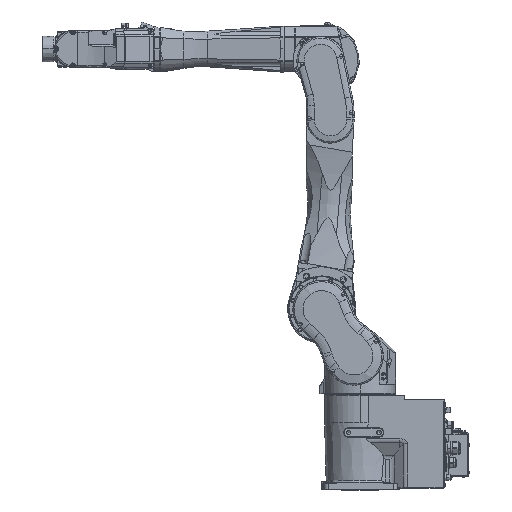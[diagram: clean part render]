
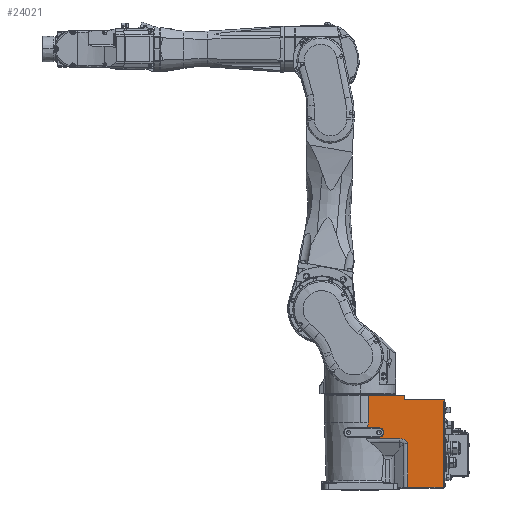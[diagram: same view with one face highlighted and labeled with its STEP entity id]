
A CAD part, top view. The second image highlights one B-rep face of the part: STEP entity #24021.
In plain terms, the highlighted planar face has unit normal (0, 0, 1).
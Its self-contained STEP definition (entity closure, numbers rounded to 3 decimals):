
#999=DIRECTION('',(0.,1.,0.));
#1000=VECTOR('',#999,2.732);
#1001=CARTESIAN_POINT('',(217.,227.768,90.));
#1002=LINE('',#1001,#1000);
#1003=DIRECTION('',(0.,1.,0.));
#1004=VECTOR('',#1003,218.154);
#1005=CARTESIAN_POINT('',(217.,9.614,90.));
#1006=LINE('',#1005,#1004);
#1007=DIRECTION('',(0.,1.,0.));
#1008=VECTOR('',#1007,2.257);
#1009=CARTESIAN_POINT('',(217.,7.357,90.));
#1010=LINE('',#1009,#1008);
#1011=CARTESIAN_POINT('',(104.2,108.85,90.));
#1012=DIRECTION('',(0.,0.,-1.));
#1013=DIRECTION('',(0.,1.,0.));
#1014=AXIS2_PLACEMENT_3D('',#1011,#1012,#1013);
#1016=CARTESIAN_POINT('',(16.647,137.825,90.));
#1017=CARTESIAN_POINT('',(16.58,137.362,90.));
#1018=CARTESIAN_POINT('',(16.446,136.436,90.));
#1019=CARTESIAN_POINT('',(16.242,135.047,90.));
#1020=CARTESIAN_POINT('',(16.105,134.122,90.));
#1021=CARTESIAN_POINT('',(16.036,133.659,90.));
#1023=DIRECTION('',(-1.,0.,0.));
#1024=VECTOR('',#1023,33.353);
#1025=CARTESIAN_POINT('',(50.,137.825,90.));
#1026=LINE('',#1025,#1024);
#1027=CARTESIAN_POINT('',(50.,150.,90.));
#1028=DIRECTION('',(0.,0.,-1.));
#1029=DIRECTION('',(1.,0.,0.));
#1030=AXIS2_PLACEMENT_3D('',#1027,#1028,#1029);
#1032=CARTESIAN_POINT('',(50.,150.,90.));
#1033=DIRECTION('',(0.,0.,-1.));
#1034=DIRECTION('',(0.,1.,0.));
#1035=AXIS2_PLACEMENT_3D('',#1032,#1033,#1034);
#1037=DIRECTION('',(1.,0.,0.));
#1038=VECTOR('',#1037,30.145);
#1039=CARTESIAN_POINT('',(19.855,162.175,90.));
#1040=LINE('',#1039,#1038);
#1041=CARTESIAN_POINT('',(21.36,175.,90.));
#1042=CARTESIAN_POINT('',(21.198,173.574,90.));
#1043=CARTESIAN_POINT('',(20.872,170.723,90.));
#1044=CARTESIAN_POINT('',(20.37,166.448,90.));
#1045=CARTESIAN_POINT('',(20.028,163.599,90.));
#1046=CARTESIAN_POINT('',(19.855,162.175,90.));
#1048=DIRECTION('',(-1.,0.,0.));
#1049=VECTOR('',#1048,53.4);
#1050=CARTESIAN_POINT('',(74.76,246.3,90.));
#1051=LINE('',#1050,#1049);
#1052=DIRECTION('',(-0.026,1.,0.));
#1053=VECTOR('',#1052,10.304);
#1054=CARTESIAN_POINT('',(116.27,235.,90.));
#1055=LINE('',#1054,#1053);
#1056=DIRECTION('',(0.,1.,0.));
#1057=VECTOR('',#1056,4.5);
#1058=CARTESIAN_POINT('',(220.,230.5,90.));
#1059=LINE('',#1058,#1057);
#1060=DIRECTION('',(1.,0.,0.));
#1061=VECTOR('',#1060,3.);
#1062=CARTESIAN_POINT('',(217.,230.5,90.));
#1063=LINE('',#1062,#1061);
#1222=DIRECTION('',(1.,0.,0.));
#1223=VECTOR('',#1222,103.73);
#1224=CARTESIAN_POINT('',(116.27,235.,90.));
#1225=LINE('',#1224,#1223);
#1270=DIRECTION('',(1.,0.,0.));
#1271=VECTOR('',#1270,41.199);
#1272=CARTESIAN_POINT('',(74.801,245.3,90.));
#1273=LINE('',#1272,#1271);
#1298=CARTESIAN_POINT('',(74.76,246.3,90.));
#1299=CARTESIAN_POINT('',(74.764,246.189,90.));
#1300=CARTESIAN_POINT('',(74.773,245.967,90.));
#1301=CARTESIAN_POINT('',(74.787,245.633,90.));
#1302=CARTESIAN_POINT('',(74.796,245.411,90.));
#1303=CARTESIAN_POINT('',(74.801,245.3,90.));
#1414=DIRECTION('',(0.,1.,0.));
#1415=VECTOR('',#1414,71.3);
#1416=CARTESIAN_POINT('',(21.36,175.,90.));
#1417=LINE('',#1416,#1415);
#1542=CARTESIAN_POINT('',(16.647,137.825,90.));
#1807=CARTESIAN_POINT('',(19.855,162.175,90.));
#2012=CARTESIAN_POINT('',(16.036,133.659,90.));
#2047=DIRECTION('',(-1.,0.,0.));
#2048=VECTOR('',#2047,88.164);
#2049=CARTESIAN_POINT('',(104.2,133.659,90.));
#2050=LINE('',#2049,#2048);
#2146=DIRECTION('',(0.,1.,0.));
#2147=VECTOR('',#2146,115.424);
#2148=CARTESIAN_POINT('',(124.729,7.357,90.));
#2149=LINE('',#2148,#2147);
#2180=CARTESIAN_POINT('',(124.729,7.357,90.));
#2188=DIRECTION('',(-1.,0.,0.));
#2189=VECTOR('',#2188,92.271);
#2190=CARTESIAN_POINT('',(217.,7.357,90.));
#2191=LINE('',#2190,#2189);
#18871=CARTESIAN_POINT('',(116.27,235.,90.));
#18872=CARTESIAN_POINT('',(116.,245.3,90.));
#18873=VERTEX_POINT('',#18871);
#18874=VERTEX_POINT('',#18872);
#19863=VERTEX_POINT('',#1542);
#19864=CARTESIAN_POINT('',(50.,137.825,90.));
#19865=VERTEX_POINT('',#19864);
#20439=VERTEX_POINT('',#1807);
#20440=VERTEX_POINT('',#1041);
#20458=VERTEX_POINT('',#2012);
#20518=CARTESIAN_POINT('',(220.,230.5,90.));
#20519=VERTEX_POINT('',#20518);
#20520=CARTESIAN_POINT('',(217.,230.5,90.));
#20521=VERTEX_POINT('',#20520);
#20602=CARTESIAN_POINT('',(220.,235.,90.));
#20603=VERTEX_POINT('',#20602);
#20610=CARTESIAN_POINT('',(74.76,246.3,90.));
#20612=VERTEX_POINT('',#20610);
#20620=CARTESIAN_POINT('',(21.36,246.3,90.));
#20621=VERTEX_POINT('',#20620);
#20774=VERTEX_POINT('',#2180);
#20775=CARTESIAN_POINT('',(124.729,122.781,90.));
#20776=VERTEX_POINT('',#20775);
#21221=CARTESIAN_POINT('',(217.,227.768,90.));
#21222=VERTEX_POINT('',#21221);
#21223=CARTESIAN_POINT('',(74.801,245.3,90.));
#21224=VERTEX_POINT('',#21223);
#21225=CARTESIAN_POINT('',(50.,162.175,90.));
#21226=VERTEX_POINT('',#21225);
#21227=CARTESIAN_POINT('',(62.175,150.,90.));
#21228=VERTEX_POINT('',#21227);
#21229=CARTESIAN_POINT('',(104.2,133.659,90.));
#21230=VERTEX_POINT('',#21229);
#21231=CARTESIAN_POINT('',(217.,7.357,90.));
#21232=VERTEX_POINT('',#21231);
#21233=CARTESIAN_POINT('',(217.,9.614,90.));
#21234=VERTEX_POINT('',#21233);
#23973=CARTESIAN_POINT('',(124.729,155.,90.));
#23974=DIRECTION('',(0.,0.,-1.));
#23975=DIRECTION('',(-1.,0.,0.));
#23976=AXIS2_PLACEMENT_3D('',#23973,#23974,#23975);
#23977=PLANE('',#23976);
#23978=ORIENTED_EDGE('',*,*,#23955,.F.);
#23980=ORIENTED_EDGE('',*,*,#23979,.F.);
#23982=ORIENTED_EDGE('',*,*,#23981,.F.);
#23984=ORIENTED_EDGE('',*,*,#23983,.T.);
#23986=ORIENTED_EDGE('',*,*,#23985,.T.);
#23988=ORIENTED_EDGE('',*,*,#23987,.F.);
#23990=ORIENTED_EDGE('',*,*,#23989,.T.);
#23992=ORIENTED_EDGE('',*,*,#23991,.F.);
#23994=ORIENTED_EDGE('',*,*,#23993,.F.);
#23996=ORIENTED_EDGE('',*,*,#23995,.F.);
#23998=ORIENTED_EDGE('',*,*,#23997,.F.);
#24000=ORIENTED_EDGE('',*,*,#23999,.F.);
#24002=ORIENTED_EDGE('',*,*,#24001,.F.);
#24004=ORIENTED_EDGE('',*,*,#24003,.T.);
#24006=ORIENTED_EDGE('',*,*,#24005,.F.);
#24008=ORIENTED_EDGE('',*,*,#24007,.T.);
#24010=ORIENTED_EDGE('',*,*,#24009,.T.);
#24012=ORIENTED_EDGE('',*,*,#24011,.F.);
#24014=ORIENTED_EDGE('',*,*,#24013,.T.);
#24016=ORIENTED_EDGE('',*,*,#24015,.F.);
#24018=ORIENTED_EDGE('',*,*,#24017,.F.);
#24019=EDGE_LOOP('',(#23978,#23980,#23982,#23984,#23986,#23988,#23990,#23992,
#23994,#23996,#23998,#24000,#24002,#24004,#24006,#24008,#24010,#24012,#24014,
#24016,#24018));
#24020=FACE_OUTER_BOUND('',#24019,.F.);
#1015=CIRCLE('',#1014,24.809);
#1022=B_SPLINE_CURVE_WITH_KNOTS('',3,(#1016,#1017,#1018,#1019,#1020,#1021),
.UNSPECIFIED.,.F.,.F.,(4,1,1,4),(0.,0.333,0.667,1.),
.UNSPECIFIED.);
#1031=CIRCLE('',#1030,12.175);
#1036=CIRCLE('',#1035,12.175);
#1047=B_SPLINE_CURVE_WITH_KNOTS('',3,(#1041,#1042,#1043,#1044,#1045,#1046),
.UNSPECIFIED.,.F.,.F.,(4,1,1,4),(0.,0.333,0.667,1.),
.UNSPECIFIED.);
#1304=B_SPLINE_CURVE_WITH_KNOTS('',3,(#1298,#1299,#1300,#1301,#1302,#1303),
.UNSPECIFIED.,.F.,.F.,(4,1,1,4),(0.,0.333,0.667,1.),
.UNSPECIFIED.);
#23955=EDGE_CURVE('',#21222,#20521,#1002,.T.);
#23979=EDGE_CURVE('',#21234,#21222,#1006,.T.);
#23981=EDGE_CURVE('',#21232,#21234,#1010,.T.);
#23983=EDGE_CURVE('',#21232,#20774,#2191,.T.);
#23985=EDGE_CURVE('',#20774,#20776,#2149,.T.);
#23987=EDGE_CURVE('',#21230,#20776,#1015,.T.);
#23989=EDGE_CURVE('',#21230,#20458,#2050,.T.);
#23991=EDGE_CURVE('',#19863,#20458,#1022,.T.);
#23993=EDGE_CURVE('',#19865,#19863,#1026,.T.);
#23995=EDGE_CURVE('',#21228,#19865,#1031,.T.);
#23997=EDGE_CURVE('',#21226,#21228,#1036,.T.);
#23999=EDGE_CURVE('',#20439,#21226,#1040,.T.);
#24001=EDGE_CURVE('',#20440,#20439,#1047,.T.);
#24003=EDGE_CURVE('',#20440,#20621,#1417,.T.);
#24005=EDGE_CURVE('',#20612,#20621,#1051,.T.);
#24007=EDGE_CURVE('',#20612,#21224,#1304,.T.);
#24009=EDGE_CURVE('',#21224,#18874,#1273,.T.);
#24011=EDGE_CURVE('',#18873,#18874,#1055,.T.);
#24013=EDGE_CURVE('',#18873,#20603,#1225,.T.);
#24015=EDGE_CURVE('',#20519,#20603,#1059,.T.);
#24017=EDGE_CURVE('',#20521,#20519,#1063,.T.);
#24021=ADVANCED_FACE('',(#24020),#23977,.F.);
